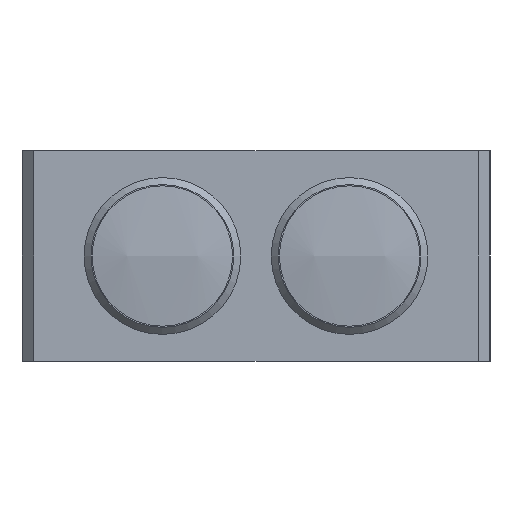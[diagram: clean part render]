
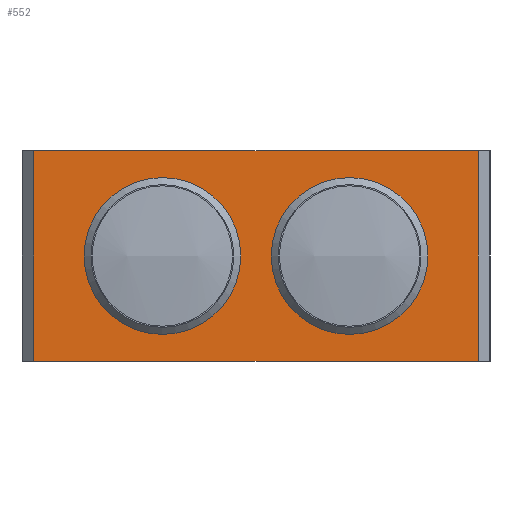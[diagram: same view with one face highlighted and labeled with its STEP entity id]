
A CAD part, left-side view. The second image highlights one B-rep face of the part: STEP entity #552.
In plain terms, the highlighted planar face has unit normal (-1, 0, 0).
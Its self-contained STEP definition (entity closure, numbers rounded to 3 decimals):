
#27=FACE_BOUND('',#139,.T.);
#28=FACE_BOUND('',#140,.T.);
#48=PLANE('',#638);
#94=FACE_OUTER_BOUND('',#138,.T.);
#138=EDGE_LOOP('',(#489,#490,#491,#492));
#139=EDGE_LOOP('',(#493));
#140=EDGE_LOOP('',(#494));
#156=LINE('',#871,#196);
#165=LINE('',#888,#205);
#176=LINE('',#914,#216);
#185=LINE('',#964,#225);
#196=VECTOR('',#710,10.);
#205=VECTOR('',#721,10.);
#216=VECTOR('',#746,10.);
#225=VECTOR('',#809,10.);
#245=CIRCLE('',#616,3.35);
#249=CIRCLE('',#623,3.35);
#272=VERTEX_POINT('',#868);
#273=VERTEX_POINT('',#870);
#280=VERTEX_POINT('',#886);
#288=VERTEX_POINT('',#912);
#291=VERTEX_POINT('',#922);
#295=VERTEX_POINT('',#935);
#326=EDGE_CURVE('',#272,#273,#156,.T.);
#335=EDGE_CURVE('',#280,#272,#165,.T.);
#348=EDGE_CURVE('',#288,#280,#176,.T.);
#353=EDGE_CURVE('',#291,#291,#245,.T.);
#359=EDGE_CURVE('',#295,#295,#249,.T.);
#371=EDGE_CURVE('',#273,#288,#185,.T.);
#489=ORIENTED_EDGE('',*,*,#326,.F.);
#490=ORIENTED_EDGE('',*,*,#335,.F.);
#491=ORIENTED_EDGE('',*,*,#348,.F.);
#492=ORIENTED_EDGE('',*,*,#371,.F.);
#493=ORIENTED_EDGE('',*,*,#353,.T.);
#494=ORIENTED_EDGE('',*,*,#359,.T.);
#552=ADVANCED_FACE('',(#94,#27,#28),#48,.T.);
#616=AXIS2_PLACEMENT_3D('',#924,#757,#758);
#623=AXIS2_PLACEMENT_3D('',#937,#773,#774);
#638=AXIS2_PLACEMENT_3D('',#963,#807,#808);
#710=DIRECTION('',(0.,0.,1.));
#721=DIRECTION('',(0.,1.,0.));
#746=DIRECTION('',(0.,0.,-1.));
#757=DIRECTION('center_axis',(1.,0.,0.));
#758=DIRECTION('ref_axis',(0.,0.,-1.));
#773=DIRECTION('center_axis',(1.,0.,0.));
#774=DIRECTION('ref_axis',(0.,0.,-1.));
#807=DIRECTION('center_axis',(-1.,0.,0.));
#808=DIRECTION('ref_axis',(0.,-1.,0.));
#809=DIRECTION('',(0.,-1.,0.));
#868=CARTESIAN_POINT('',(-15.,9.5,-4.5));
#870=CARTESIAN_POINT('',(-15.,9.5,4.5));
#871=CARTESIAN_POINT('',(-15.,9.5,0.));
#886=CARTESIAN_POINT('',(-15.,-9.5,-4.5));
#888=CARTESIAN_POINT('',(-15.,-10.,-4.5));
#912=CARTESIAN_POINT('',(-15.,-9.5,4.5));
#914=CARTESIAN_POINT('',(-15.,-9.5,0.));
#922=CARTESIAN_POINT('',(-15.,4.,3.35));
#924=CARTESIAN_POINT('Origin',(-15.,4.,0.));
#935=CARTESIAN_POINT('',(-15.,-4.,3.35));
#937=CARTESIAN_POINT('Origin',(-15.,-4.,0.));
#963=CARTESIAN_POINT('Origin',(-15.,10.,0.));
#964=CARTESIAN_POINT('',(-15.,-10.,4.5));
